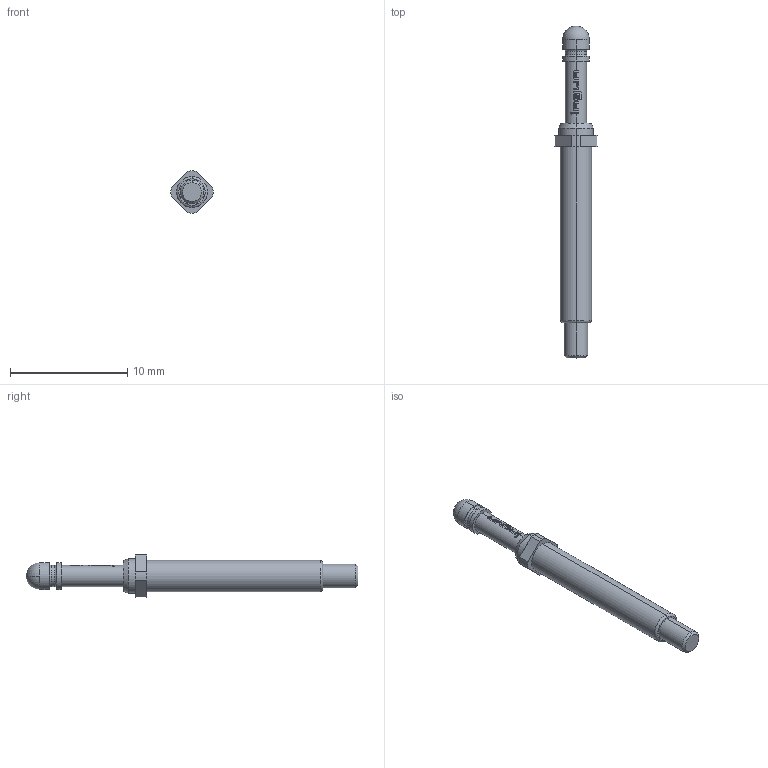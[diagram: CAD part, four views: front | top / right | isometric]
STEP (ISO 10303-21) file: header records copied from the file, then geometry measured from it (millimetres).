
FILE_DESCRIPTION (( 'STEP AP203' ), '1' );
FILE_NAME ('INGUN_HSS-120_305_230_A_xx02_M.STEP', '2022-02-03T14:02:57', ( 'ochi' ), ( '' ), 'SwSTEP 2.0', 'SolidWorks 2018', '' );
FILE_SCHEMA (( 'CONFIG_CONTROL_DESIGN' ));
Length unit declared in the file: millimetre
Products named in the file (1): INGUN_HSS-120_305_230_A_xx02_M
Bounding box: 3.59 x 28.3 x 3.6 mm (x, y, z)
Volume: 130.6 mm3; surface area: 230.4 mm2
Topology: 1 solids, 1 shells, 115 faces, 308 edges, 201 vertices
Faces by surface type: plane 52, cylinder 29, bspline 22, torus 6, cone 4, sphere 2
Entity records: 3963 total; most frequent: CARTESIAN_POINT 1143, ORIENTED_EDGE 612, DIRECTION 524, EDGE_CURVE 306, AXIS2_PLACEMENT_3D 210, VERTEX_POINT 201, EDGE_LOOP 123, CIRCLE 116
